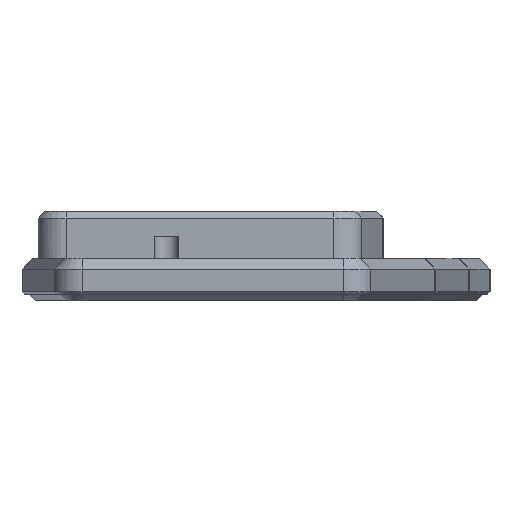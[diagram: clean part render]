
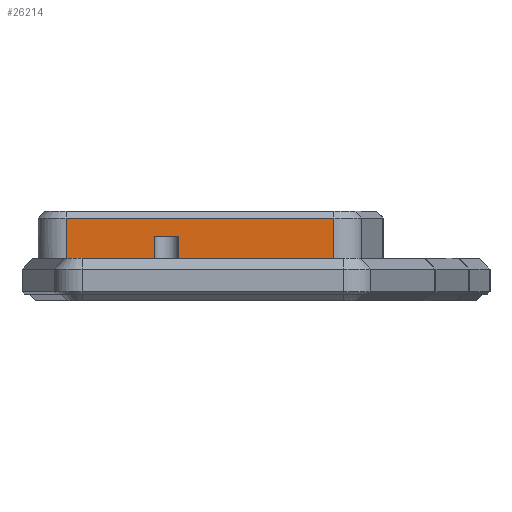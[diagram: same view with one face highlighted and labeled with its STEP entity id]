
A CAD part, left-side view. The second image highlights one B-rep face of the part: STEP entity #26214.
In plain terms, the highlighted planar face has unit normal (-1, 0, 0).
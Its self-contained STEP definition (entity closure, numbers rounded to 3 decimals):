
#23331=CARTESIAN_POINT('',(-24.955,-54.414,4.));
#23332=VERTEX_POINT('',#23331);
#23340=CARTESIAN_POINT('',(-24.955,-25.38,4.));
#23341=VERTEX_POINT('',#23340);
#23342=CARTESIAN_POINT('',(-24.955,-25.38,4.));
#23343=DIRECTION('',(0.,-1.,0.));
#23344=VECTOR('',#23343,29.033);
#23345=LINE('',#23342,#23344);
#23346=EDGE_CURVE('',#23341,#23332,#23345,.T.);
#23348=CARTESIAN_POINT('',(-24.955,-20.752,4.));
#23349=VERTEX_POINT('',#23348);
#23357=CARTESIAN_POINT('',(-24.955,-4.279,4.));
#23358=VERTEX_POINT('',#23357);
#23359=CARTESIAN_POINT('',(-24.955,-4.279,4.));
#23360=DIRECTION('',(0.,-1.,0.));
#23361=VECTOR('',#23360,16.473);
#23362=LINE('',#23359,#23361);
#23363=EDGE_CURVE('',#23358,#23349,#23362,.T.);
#25966=CARTESIAN_POINT('',(-24.955,-4.279,11.55));
#25967=VERTEX_POINT('',#25966);
#25974=CARTESIAN_POINT('',(-24.955,-54.414,11.55));
#25975=VERTEX_POINT('',#25974);
#25976=CARTESIAN_POINT('',(-24.955,-4.279,11.55));
#25977=DIRECTION('',(0.,-1.,0.));
#25978=VECTOR('',#25977,50.135);
#25979=LINE('',#25976,#25978);
#25980=EDGE_CURVE('',#25967,#25975,#25979,.T.);
#26082=CARTESIAN_POINT('',(-24.955,-20.752,8.15));
#26083=VERTEX_POINT('',#26082);
#26084=CARTESIAN_POINT('',(-24.955,-25.38,8.15));
#26085=VERTEX_POINT('',#26084);
#26093=CARTESIAN_POINT('',(-24.955,-25.38,8.15));
#26094=DIRECTION('',(-0.,1.,0.));
#26095=VECTOR('',#26094,4.628);
#26096=LINE('',#26093,#26095);
#26097=EDGE_CURVE('',#26085,#26083,#26096,.T.);
#26109=CARTESIAN_POINT('',(-24.955,-4.279,11.55));
#26110=DIRECTION('',(-0.,-0.,-1.));
#26111=VECTOR('',#26110,7.55);
#26112=LINE('',#26109,#26111);
#26113=EDGE_CURVE('',#25967,#23358,#26112,.T.);
#26167=CARTESIAN_POINT('',(-24.955,-54.414,4.));
#26168=DIRECTION('',(-0.,-0.,1.));
#26169=VECTOR('',#26168,7.55);
#26170=LINE('',#26167,#26169);
#26171=EDGE_CURVE('',#23332,#25975,#26170,.T.);
#26182=CARTESIAN_POINT('',(-24.955,-20.752,8.15));
#26183=DIRECTION('',(-0.,-0.,-1.));
#26184=VECTOR('',#26183,4.15);
#26185=LINE('',#26182,#26184);
#26186=EDGE_CURVE('',#26083,#23349,#26185,.T.);
#26189=CARTESIAN_POINT('',(-24.955,-25.38,4.));
#26190=DIRECTION('',(0.,0.,1.));
#26191=VECTOR('',#26190,4.15);
#26192=LINE('',#26189,#26191);
#26193=EDGE_CURVE('',#23341,#26085,#26192,.T.);
#26199=CARTESIAN_POINT('',(-24.955,-14.336,2.846));
#26200=DIRECTION('',(1.,0.,0.));
#26201=DIRECTION('',(0.,0.,-1.));
#26202=AXIS2_PLACEMENT_3D('',#26199,#26200,#26201);
#26203=PLANE('',#26202);
#26204=ORIENTED_EDGE('',*,*,#23363,.T.);
#26205=ORIENTED_EDGE('',*,*,#26186,.F.);
#26206=ORIENTED_EDGE('',*,*,#26097,.F.);
#26207=ORIENTED_EDGE('',*,*,#26193,.F.);
#26208=ORIENTED_EDGE('',*,*,#23346,.T.);
#26209=ORIENTED_EDGE('',*,*,#26171,.T.);
#26210=ORIENTED_EDGE('',*,*,#25980,.F.);
#26211=ORIENTED_EDGE('',*,*,#26113,.T.);
#26212=EDGE_LOOP('',(#26204,#26205,#26206,#26207,#26208,#26209,#26210,#26211));
#26213=FACE_BOUND('',#26212,.T.);
#26214=ADVANCED_FACE('',(#26213),#26203,.F.);
